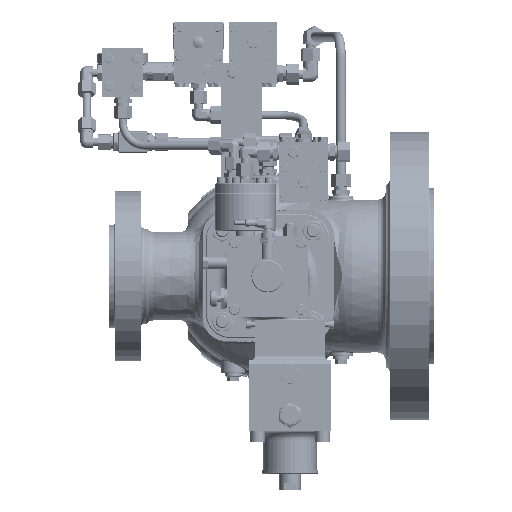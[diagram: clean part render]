
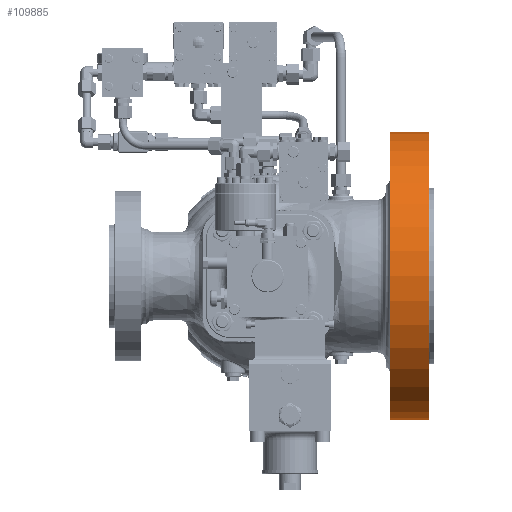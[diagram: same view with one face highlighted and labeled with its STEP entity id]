
A CAD part, front view. The second image highlights one B-rep face of the part: STEP entity #109885.
In plain terms, the highlighted cylindrical face has radius 177.5 mm (diameter 355 mm), a partial arc.
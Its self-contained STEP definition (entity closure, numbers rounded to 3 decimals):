
#1786 = AXIS2_PLACEMENT_3D ( 'NONE', #79555, #138787, #82044 ) ;
#9042 = ORIENTED_EDGE ( 'NONE', *, *, #110092, .F. ) ;
#11820 = DIRECTION ( 'NONE',  ( -1., 0., 0. ) ) ;
#19462 = EDGE_CURVE ( 'NONE', #163249, #245409, #126495, .T. ) ;
#24477 = CARTESIAN_POINT ( 'NONE',  ( 198., -10., 177.5 ) ) ;
#32921 = CARTESIAN_POINT ( 'NONE',  ( 24.149, -10., 177.5 ) ) ;
#34072 = CIRCLE ( 'NONE', #1786, 177.5 ) ;
#39237 = DIRECTION ( 'NONE',  ( 0., 0., 1. ) ) ;
#49714 = AXIS2_PLACEMENT_3D ( 'NONE', #96037, #248670, #39237 ) ;
#50966 = CARTESIAN_POINT ( 'NONE',  ( 198., -10., 0. ) ) ;
#51488 = VECTOR ( 'NONE', #73263, 1000. ) ;
#72576 = VERTEX_POINT ( 'NONE', #190403 ) ;
#73263 = DIRECTION ( 'NONE',  ( -1., 0., 0. ) ) ;
#73689 = AXIS2_PLACEMENT_3D ( 'NONE', #50966, #11820, #182158 ) ;
#75861 = CYLINDRICAL_SURFACE ( 'NONE', #49714, 177.5 ) ;
#79555 = CARTESIAN_POINT ( 'NONE',  ( 150.3, -10., 0. ) ) ;
#82044 = DIRECTION ( 'NONE',  ( 0., 0., 1. ) ) ;
#93085 = VECTOR ( 'NONE', #107619, 1000. ) ;
#96037 = CARTESIAN_POINT ( 'NONE',  ( 24.149, -10., 0. ) ) ;
#107619 = DIRECTION ( 'NONE',  ( -1., 0., 0. ) ) ;
#107672 = EDGE_LOOP ( 'NONE', ( #245395, #192320, #178390, #9042 ) ) ;
#109885 = ADVANCED_FACE ( 'Defeature ausgef�hrt1_723', ( #212040 ), #75861, .T. ) ;
#110092 = EDGE_CURVE ( 'Defeature ausgef�hrt1_722+Defeature ausgef�hrt1_723+Defeature ausgef�hrt1_723+Defeature ausgef�hrt1_723', #245409, #72576, #34072, .T. ) ;
#118961 = EDGE_CURVE ( 'NONE', #241865, #72576, #170349, .T. ) ;
#126495 = LINE ( 'NONE', #142934, #93085 ) ;
#130026 = CIRCLE ( 'NONE', #73689, 177.5 ) ;
#138787 = DIRECTION ( 'NONE',  ( -1., 0., 0. ) ) ;
#142934 = CARTESIAN_POINT ( 'NONE',  ( 24.149, -10., -177.5 ) ) ;
#158601 = EDGE_CURVE ( 'Defeature ausgef�hrt1_723+Defeature ausgef�hrt1_724+Defeature ausgef�hrt1_724+Defeature ausgef�hrt1_724', #163249, #241865, #130026, .T. ) ;
#163249 = VERTEX_POINT ( 'NONE', #184354 ) ;
#170349 = LINE ( 'NONE', #32921, #51488 ) ;
#178390 = ORIENTED_EDGE ( 'NONE', *, *, #118961, .T. ) ;
#182158 = DIRECTION ( 'NONE',  ( 0., 0., 1. ) ) ;
#184354 = CARTESIAN_POINT ( 'NONE',  ( 198., -10., -177.5 ) ) ;
#185881 = CARTESIAN_POINT ( 'NONE',  ( 150.3, -10., -177.5 ) ) ;
#190403 = CARTESIAN_POINT ( 'NONE',  ( 150.3, -10., 177.5 ) ) ;
#192320 = ORIENTED_EDGE ( 'NONE', *, *, #158601, .T. ) ;
#212040 = FACE_OUTER_BOUND ( 'NONE', #107672, .T. ) ;
#241865 = VERTEX_POINT ( 'NONE', #24477 ) ;
#245395 = ORIENTED_EDGE ( 'NONE', *, *, #19462, .F. ) ;
#245409 = VERTEX_POINT ( 'NONE', #185881 ) ;
#248670 = DIRECTION ( 'NONE',  ( -1., 0., 0. ) ) ;
